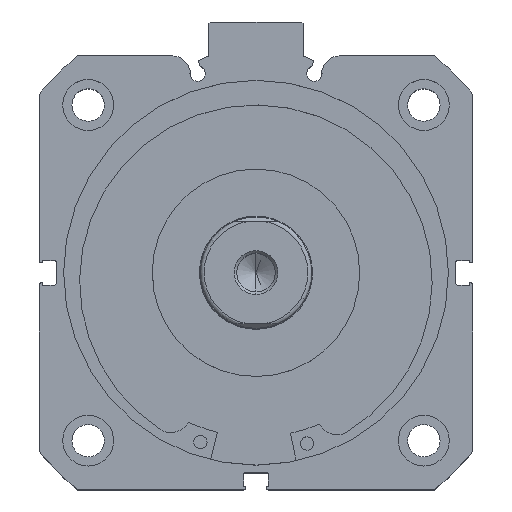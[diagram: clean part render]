
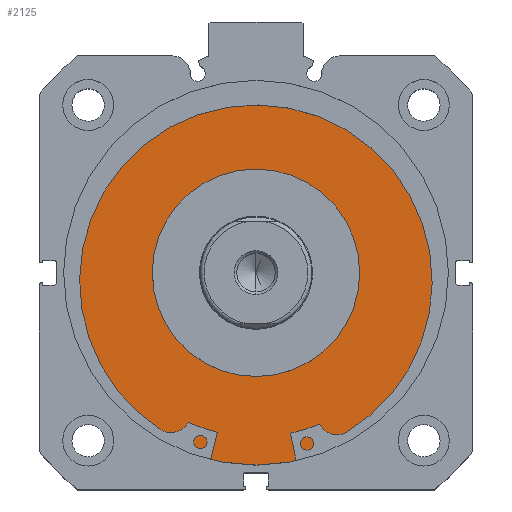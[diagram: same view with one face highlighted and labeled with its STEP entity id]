
A CAD part, top view. The second image highlights one B-rep face of the part: STEP entity #2125.
In plain terms, the highlighted face is planar.
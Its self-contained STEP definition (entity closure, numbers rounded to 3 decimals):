
#319 = AXIS2_PLACEMENT_3D ( 'NONE', #4843, #4842, #4841 ) ;
#355 = AXIS2_PLACEMENT_3D ( 'NONE', #4712, #4710, #4709 ) ;
#475 = AXIS2_PLACEMENT_3D ( 'NONE', #5134, #5135, #5136 ) ;
#477 = AXIS2_PLACEMENT_3D ( 'NONE', #5092, #5132, #5133 ) ;
#572 = AXIS2_PLACEMENT_3D ( 'NONE', #5740, #5741, #5742 ) ;
#874 = ORIENTED_EDGE ( 'NONE', *, *, #2371, .T. ) ;
#877 = ORIENTED_EDGE ( 'NONE', *, *, #974, .T. ) ;
#899 = ORIENTED_EDGE ( 'NONE', *, *, #2591, .F. ) ;
#920 = ORIENTED_EDGE ( 'NONE', *, *, #2370, .F. ) ;
#974 = EDGE_CURVE ( 'NONE', #3090, #2958, #1777, .T. ) ;
#1192 = EDGE_LOOP ( 'NONE', ( #877, #874 ) ) ;
#1258 = EDGE_LOOP ( 'NONE', ( #899, #920 ) ) ;
#1777 = CIRCLE ( 'NONE', #319, 51. ) ;
#1832 = FACE_BOUND ( 'NONE', #1258, .T. ) ;
#1843 = FACE_OUTER_BOUND ( 'NONE', #1192, .T. ) ;
#2084 = CIRCLE ( 'NONE', #477, 27.5 ) ;
#2085 = CIRCLE ( 'NONE', #475, 51. ) ;
#2125 = ADVANCED_FACE ( 'NONE', ( #1832, #1843 ), #4711, .F. ) ;
#2370 = EDGE_CURVE ( 'NONE', #2922, #3310, #2084, .T. ) ;
#2371 = EDGE_CURVE ( 'NONE', #2958, #3090, #2085, .T. ) ;
#2591 = EDGE_CURVE ( 'NONE', #3310, #2922, #6661, .T. ) ;
#2922 = VERTEX_POINT ( 'NONE', #6228 ) ;
#2958 = VERTEX_POINT ( 'NONE', #6255 ) ;
#3090 = VERTEX_POINT ( 'NONE', #6322 ) ;
#3310 = VERTEX_POINT ( 'NONE', #3669 ) ;
#3669 = CARTESIAN_POINT ( 'NONE',  ( 5.5, 0., 27.5 ) ) ;
#4709 = DIRECTION ( 'NONE',  ( 0., 0., -1. ) ) ;
#4710 = DIRECTION ( 'NONE',  ( 1., 0., 0. ) ) ;
#4711 = PLANE ( 'NONE',  #355 ) ;
#4712 = CARTESIAN_POINT ( 'NONE',  ( 5.5, 51., 0. ) ) ;
#4841 = DIRECTION ( 'NONE',  ( 0., 0., 1. ) ) ;
#4842 = DIRECTION ( 'NONE',  ( -1., 0., 0. ) ) ;
#4843 = CARTESIAN_POINT ( 'NONE',  ( 5.5, 0., 0. ) ) ;
#5092 = CARTESIAN_POINT ( 'NONE',  ( 5.5, 0., 0. ) ) ;
#5132 = DIRECTION ( 'NONE',  ( -1., 0., 0. ) ) ;
#5133 = DIRECTION ( 'NONE',  ( 0., 0., 1. ) ) ;
#5134 = CARTESIAN_POINT ( 'NONE',  ( 5.5, 0., 0. ) ) ;
#5135 = DIRECTION ( 'NONE',  ( -1., 0., 0. ) ) ;
#5136 = DIRECTION ( 'NONE',  ( 0., 0., 1. ) ) ;
#5740 = CARTESIAN_POINT ( 'NONE',  ( 5.5, 0., 0. ) ) ;
#5741 = DIRECTION ( 'NONE',  ( -1., 0., 0. ) ) ;
#5742 = DIRECTION ( 'NONE',  ( 0., 0., 1. ) ) ;
#6228 = CARTESIAN_POINT ( 'NONE',  ( 5.5, 0., -27.5 ) ) ;
#6255 = CARTESIAN_POINT ( 'NONE',  ( 5.5, 0., -51. ) ) ;
#6322 = CARTESIAN_POINT ( 'NONE',  ( 5.5, 0., 51. ) ) ;
#6661 = CIRCLE ( 'NONE', #572, 27.5 ) ;
